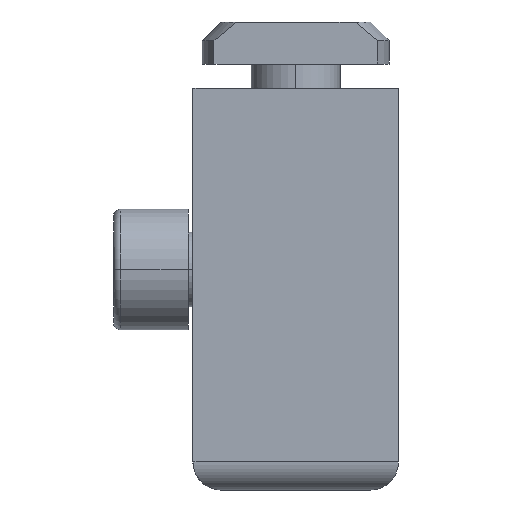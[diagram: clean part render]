
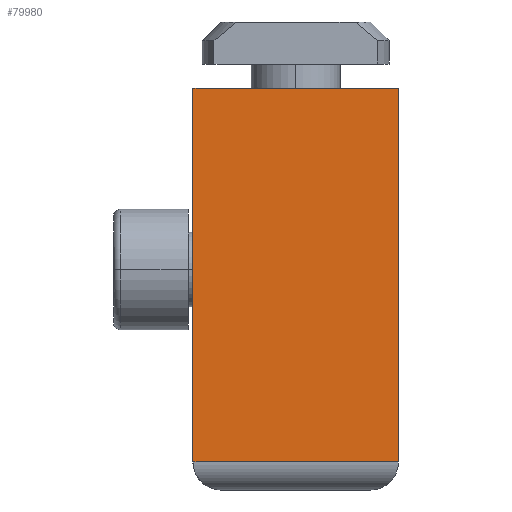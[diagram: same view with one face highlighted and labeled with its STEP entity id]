
A CAD part, left-side view. The second image highlights one B-rep face of the part: STEP entity #79980.
In plain terms, the highlighted face is planar.
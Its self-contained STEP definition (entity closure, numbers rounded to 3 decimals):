
#79590=CARTESIAN_POINT('',(38.318,11.,-10.2));
#79600=DIRECTION('',(-0.,1.,0.));
#79610=DIRECTION('',(1.,0.,0.));
#79620=AXIS2_PLACEMENT_3D('',#79590,#79600,#79610);
#79630=PLANE('',#79620);
#79640=CARTESIAN_POINT('',(0.,11.,11.));
#79650=DIRECTION('',(-1.,0.,0.));
#79660=VECTOR('',#79650,1.);
#79670=LINE('',#79640,#79660);
#79680=CARTESIAN_POINT('',(40.6,11.,11.));
#79690=VERTEX_POINT('',#79680);
#79700=CARTESIAN_POINT('',(0.6,11.,11.));
#79710=VERTEX_POINT('',#79700);
#79720=EDGE_CURVE('',#79690,#79710,#79670,.T.);
#79730=ORIENTED_EDGE('',*,*,#79720,.F.);
#79740=CARTESIAN_POINT('',(0.6,11.,0.));
#79750=DIRECTION('',(0.,0.,-1.));
#79760=VECTOR('',#79750,1.);
#79770=LINE('',#79740,#79760);
#79780=CARTESIAN_POINT('',(0.6,11.,-11.));
#79790=VERTEX_POINT('',#79780);
#79800=EDGE_CURVE('',#79710,#79790,#79770,.T.);
#79810=ORIENTED_EDGE('',*,*,#79800,.F.);
#79820=CARTESIAN_POINT('',(0.,11.,-11.));
#79830=DIRECTION('',(1.,0.,0.));
#79840=VECTOR('',#79830,1.);
#79850=LINE('',#79820,#79840);
#79860=CARTESIAN_POINT('',(40.6,11.,-11.));
#79870=VERTEX_POINT('',#79860);
#79880=EDGE_CURVE('',#79790,#79870,#79850,.T.);
#79890=ORIENTED_EDGE('',*,*,#79880,.F.);
#79900=CARTESIAN_POINT('',(40.6,11.,0.));
#79910=DIRECTION('',(0.,0.,-1.));
#79920=VECTOR('',#79910,1.);
#79930=LINE('',#79900,#79920);
#79940=EDGE_CURVE('',#79690,#79870,#79930,.T.);
#79950=ORIENTED_EDGE('',*,*,#79940,.T.);
#79960=EDGE_LOOP('',(#79950,#79890,#79810,#79730));
#79970=FACE_OUTER_BOUND('',#79960,.T.);
#79980=ADVANCED_FACE('',(#79970),#79630,.T.);
